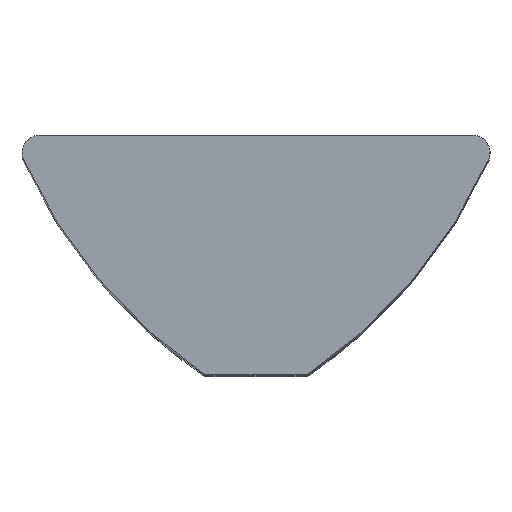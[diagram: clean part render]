
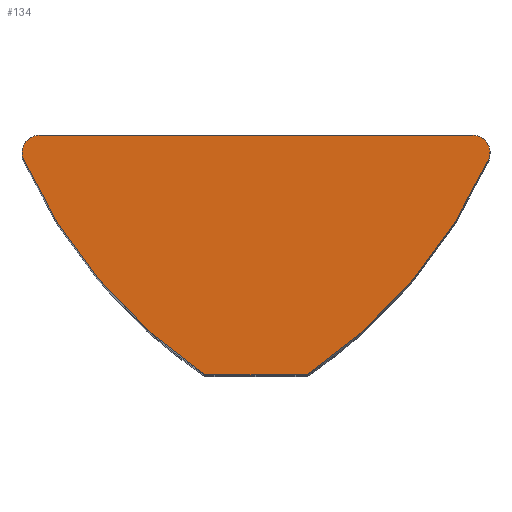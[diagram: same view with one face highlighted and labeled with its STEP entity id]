
A CAD part, top view. The second image highlights one B-rep face of the part: STEP entity #134.
In plain terms, the highlighted planar face has unit normal (0, 0, 1).
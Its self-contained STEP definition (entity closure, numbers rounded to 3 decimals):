
#42 = LINE ( 'NONE', #378, #154 ) ;
#62 = CARTESIAN_POINT ( 'NONE',  ( 1.5, -7., 36. ) ) ;
#112 = CIRCLE ( 'NONE', #588, 0.5 ) ;
#125 = AXIS2_PLACEMENT_3D ( 'NONE', #202, #556, #254 ) ;
#127 = FACE_OUTER_BOUND ( 'NONE', #656, .T. ) ;
#134 = ADVANCED_FACE ( 'NONE', ( #127 ), #156, .F. ) ;
#135 = LINE ( 'NONE', #356, #649 ) ;
#138 = DIRECTION ( 'NONE',  ( -1., 0., 0. ) ) ;
#145 = ORIENTED_EDGE ( 'NONE', *, *, #371, .T. ) ;
#148 = AXIS2_PLACEMENT_3D ( 'NONE', #298, #162, #151 ) ;
#151 = DIRECTION ( 'NONE',  ( -1., 0., 0. ) ) ;
#154 = VECTOR ( 'NONE', #138, 1000. ) ;
#156 = PLANE ( 'NONE',  #148 ) ;
#162 = DIRECTION ( 'NONE',  ( 0., 0., -1. ) ) ;
#202 = CARTESIAN_POINT ( 'NONE',  ( 6.35, -0.5, 36. ) ) ;
#208 = DIRECTION ( 'NONE',  ( 0., 0., 1. ) ) ;
#234 = DIRECTION ( 'NONE',  ( 1., 0., 0. ) ) ;
#235 = CARTESIAN_POINT ( 'NONE',  ( 6.35, 0., 36. ) ) ;
#244 = VERTEX_POINT ( 'NONE', #391 ) ;
#254 = DIRECTION ( 'NONE',  ( -1., 0., 0. ) ) ;
#259 = EDGE_CURVE ( 'NONE', #327, #455, #135, .T. ) ;
#260 = CARTESIAN_POINT ( 'NONE',  ( -6.35, -0.5, 36. ) ) ;
#265 = AXIS2_PLACEMENT_3D ( 'NONE', #517, #208, #519 ) ;
#275 = EDGE_CURVE ( 'NONE', #455, #244, #406, .T. ) ;
#286 = VERTEX_POINT ( 'NONE', #385 ) ;
#289 = EDGE_CURVE ( 'NONE', #286, #629, #112, .T. ) ;
#290 = CARTESIAN_POINT ( 'NONE',  ( 6.876, 5.444, 36. ) ) ;
#298 = CARTESIAN_POINT ( 'NONE',  ( 6.35, -0.5, 36. ) ) ;
#319 = CIRCLE ( 'NONE', #598, 0.5 ) ;
#325 = DIRECTION ( 'NONE',  ( 1., 0., 0. ) ) ;
#327 = VERTEX_POINT ( 'NONE', #597 ) ;
#329 = CARTESIAN_POINT ( 'NONE',  ( -6.35, -0.5, 36. ) ) ;
#341 = EDGE_CURVE ( 'NONE', #244, #466, #475, .T. ) ;
#342 = ORIENTED_EDGE ( 'NONE', *, *, #259, .T. ) ;
#351 = DIRECTION ( 'NONE',  ( 1., 0., 0. ) ) ;
#356 = CARTESIAN_POINT ( 'NONE',  ( 1.5, -7., 36. ) ) ;
#360 = ORIENTED_EDGE ( 'NONE', *, *, #341, .T. ) ;
#366 = EDGE_CURVE ( 'NONE', #466, #409, #42, .T. ) ;
#371 = EDGE_CURVE ( 'NONE', #409, #286, #319, .T. ) ;
#378 = CARTESIAN_POINT ( 'NONE',  ( 6.35, 0., 36. ) ) ;
#381 = EDGE_CURVE ( 'NONE', #629, #327, #433, .T. ) ;
#385 = CARTESIAN_POINT ( 'NONE',  ( -6.85, -0.5, 36. ) ) ;
#387 = DIRECTION ( 'NONE',  ( 1., 0., 0. ) ) ;
#390 = ORIENTED_EDGE ( 'NONE', *, *, #289, .T. ) ;
#391 = CARTESIAN_POINT ( 'NONE',  ( 6.806, -0.705, 36. ) ) ;
#404 = CARTESIAN_POINT ( 'NONE',  ( -6.35, 0., 36. ) ) ;
#406 = CIRCLE ( 'NONE', #265, 15. ) ;
#409 = VERTEX_POINT ( 'NONE', #404 ) ;
#433 = CIRCLE ( 'NONE', #668, 15. ) ;
#455 = VERTEX_POINT ( 'NONE', #62 ) ;
#463 = ORIENTED_EDGE ( 'NONE', *, *, #275, .T. ) ;
#466 = VERTEX_POINT ( 'NONE', #235 ) ;
#470 = ORIENTED_EDGE ( 'NONE', *, *, #381, .T. ) ;
#475 = CIRCLE ( 'NONE', #125, 0.5 ) ;
#517 = CARTESIAN_POINT ( 'NONE',  ( -6.876, 5.444, 36. ) ) ;
#519 = DIRECTION ( 'NONE',  ( -1., 0., 0. ) ) ;
#556 = DIRECTION ( 'NONE',  ( 0., 0., 1. ) ) ;
#567 = ORIENTED_EDGE ( 'NONE', *, *, #366, .T. ) ;
#588 = AXIS2_PLACEMENT_3D ( 'NONE', #329, #659, #387 ) ;
#592 = CARTESIAN_POINT ( 'NONE',  ( -6.806, -0.705, 36. ) ) ;
#597 = CARTESIAN_POINT ( 'NONE',  ( -1.5, -7., 36. ) ) ;
#598 = AXIS2_PLACEMENT_3D ( 'NONE', #260, #612, #325 ) ;
#612 = DIRECTION ( 'NONE',  ( 0., 0., 1. ) ) ;
#628 = DIRECTION ( 'NONE',  ( 0., 0., 1. ) ) ;
#629 = VERTEX_POINT ( 'NONE', #592 ) ;
#649 = VECTOR ( 'NONE', #234, 1000. ) ;
#656 = EDGE_LOOP ( 'NONE', ( #360, #567, #145, #390, #470, #342, #463 ) ) ;
#659 = DIRECTION ( 'NONE',  ( 0., 0., 1. ) ) ;
#668 = AXIS2_PLACEMENT_3D ( 'NONE', #290, #628, #351 ) ;
